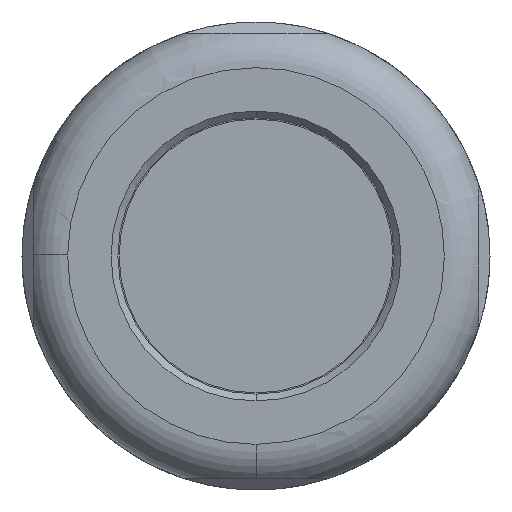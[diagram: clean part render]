
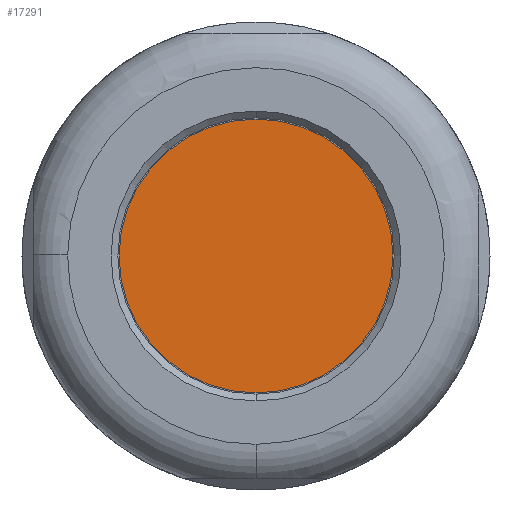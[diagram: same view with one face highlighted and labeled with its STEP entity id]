
A CAD part, front view. The second image highlights one B-rep face of the part: STEP entity #17291.
In plain terms, the highlighted planar face has unit normal (0, -1, 0).
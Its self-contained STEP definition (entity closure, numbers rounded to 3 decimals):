
#3840=CARTESIAN_POINT('',(0.,-34.497,0.));
#3841=DIRECTION('',(0.,-1.,0.));
#3842=DIRECTION('',(1.,0.,0.));
#3843=AXIS2_PLACEMENT_3D('',#3840,#3841,#3842);
#3845=CARTESIAN_POINT('',(0.,-34.497,0.));
#3846=DIRECTION('',(0.,-1.,0.));
#3847=DIRECTION('',(-1.,0.,0.));
#3848=AXIS2_PLACEMENT_3D('',#3845,#3846,#3847);
#11990=CARTESIAN_POINT('',(6.,-34.497,0.));
#11991=CARTESIAN_POINT('',(-6.,-34.497,0.));
#11992=VERTEX_POINT('',#11990);
#11993=VERTEX_POINT('',#11991);
#17282=CARTESIAN_POINT('',(0.,-34.497,0.));
#17283=DIRECTION('',(0.,1.,0.));
#17284=DIRECTION('',(1.,0.,0.));
#17285=AXIS2_PLACEMENT_3D('',#17282,#17283,#17284);
#17286=PLANE('',#17285);
#17287=ORIENTED_EDGE('',*,*,#17262,.F.);
#17288=ORIENTED_EDGE('',*,*,#17276,.F.);
#17289=EDGE_LOOP('',(#17287,#17288));
#17290=FACE_OUTER_BOUND('',#17289,.F.);
#17291=ADVANCED_FACE('',(#17290),#17286,.F.);
#3844=CIRCLE('',#3843,6.);
#3849=CIRCLE('',#3848,6.);
#17262=EDGE_CURVE('',#11992,#11993,#3844,.T.);
#17276=EDGE_CURVE('',#11993,#11992,#3849,.T.);
